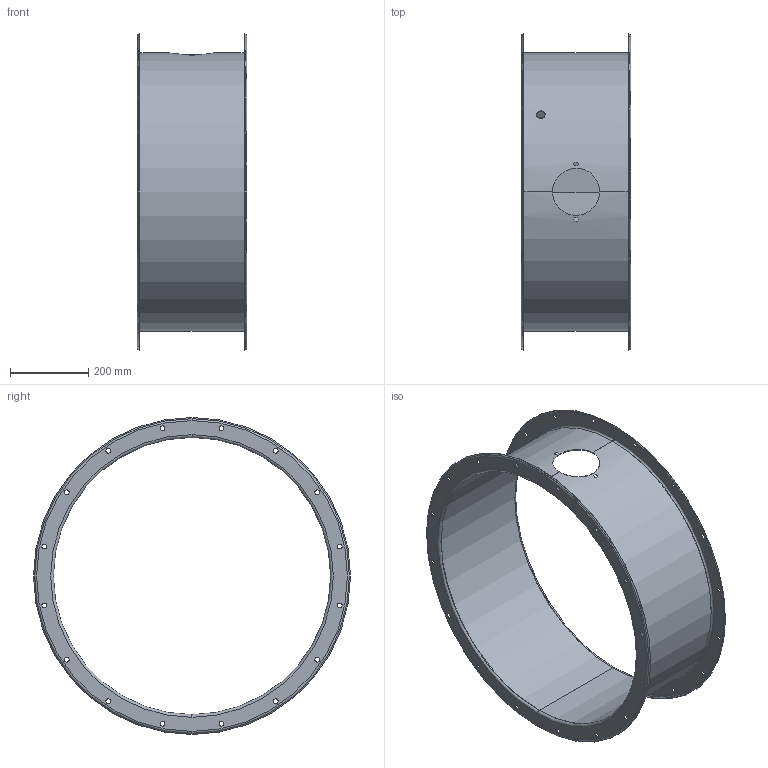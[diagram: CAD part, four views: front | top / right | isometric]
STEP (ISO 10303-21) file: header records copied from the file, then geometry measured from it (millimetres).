
FILE_DESCRIPTION (( 'STEP AP203' ), '1' );
FILE_NAME ('1CC9712_CCPro 71.STEP', '2022-03-01T07:43:30', ( '' ), ( '' ), 'SwSTEP 2.0', 'SolidWorks 2018', '' );
FILE_SCHEMA (( 'CONFIG_CONTROL_DESIGN' ));
Length unit declared in the file: millimetre
Products named in the file (1): 1CC9712_CCPro 71
Bounding box: 280 x 810 x 810 mm (x, y, z)
Volume: 1673691.2 mm3; surface area: 1687265.2 mm2
Topology: 1 solids, 1 shells, 116 faces, 314 edges, 200 vertices
Faces by surface type: cylinder 72, torus 16, plane 16, cone 12
Entity records: 4379 total; most frequent: CARTESIAN_POINT 1131, DIRECTION 708, ORIENTED_EDGE 628, EDGE_CURVE 314, AXIS2_PLACEMENT_3D 301, VERTEX_POINT 200, EDGE_LOOP 190, CIRCLE 184
